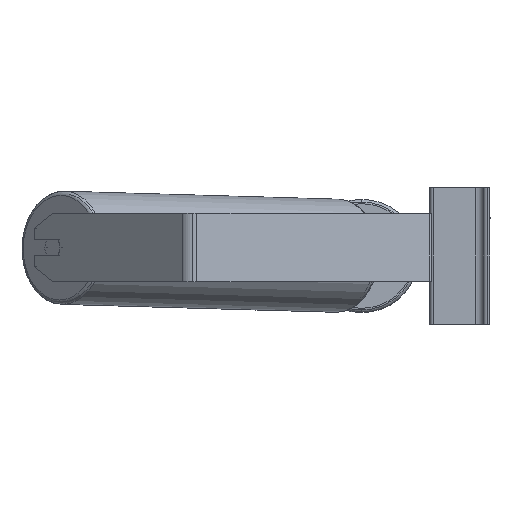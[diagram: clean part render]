
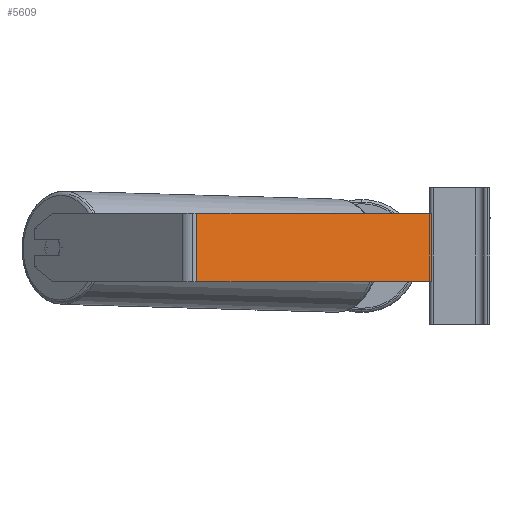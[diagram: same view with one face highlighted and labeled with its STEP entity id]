
A CAD part, left-side view. The second image highlights one B-rep face of the part: STEP entity #5609.
In plain terms, the highlighted planar face has unit normal (-0.94, -0.342, 0).
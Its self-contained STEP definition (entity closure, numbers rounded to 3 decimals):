
#670 = ORIENTED_EDGE ( 'NONE', *, *, #1709, .F. ) ;
#991 = VECTOR ( 'NONE', #4854, 1000. ) ;
#1116 = ORIENTED_EDGE ( 'NONE', *, *, #6873, .T. ) ;
#1360 = DIRECTION ( 'NONE',  ( 0.94, 0.342, 0. ) ) ;
#1393 = EDGE_CURVE ( 'NONE', #3824, #6423, #8994, .T. ) ;
#1662 = LINE ( 'NONE', #9554, #4938 ) ;
#1709 = EDGE_CURVE ( 'NONE', #3576, #10181, #1662, .T. ) ;
#2133 = CARTESIAN_POINT ( 'NONE',  ( -787.918, 291.796, 50. ) ) ;
#2138 = DIRECTION ( 'NONE',  ( 0.342, -0.94, 0. ) ) ;
#2151 = FACE_OUTER_BOUND ( 'NONE', #8338, .T. ) ;
#2281 = CARTESIAN_POINT ( 'NONE',  ( -787.918, 291.796, -30. ) ) ;
#2336 = ORIENTED_EDGE ( 'NONE', *, *, #4147, .F. ) ;
#2348 = ORIENTED_EDGE ( 'NONE', *, *, #1393, .T. ) ;
#2585 = VECTOR ( 'NONE', #2138, 1000. ) ;
#2894 = CARTESIAN_POINT ( 'NONE',  ( -687.518, 15.948, 50. ) ) ;
#2956 = CARTESIAN_POINT ( 'NONE',  ( -687.518, 15.948, -30. ) ) ;
#3020 = CARTESIAN_POINT ( 'NONE',  ( -791.404, 301.374, 50. ) ) ;
#3119 = DIRECTION ( 'NONE',  ( -0.342, 0.94, 0. ) ) ;
#3576 = VERTEX_POINT ( 'NONE', #2894 ) ;
#3824 = VERTEX_POINT ( 'NONE', #7785 ) ;
#3864 = VECTOR ( 'NONE', #8766, 1000. ) ;
#3944 = LINE ( 'NONE', #4727, #2585 ) ;
#4147 = EDGE_CURVE ( 'NONE', #3824, #3576, #3944, .T. ) ;
#4727 = CARTESIAN_POINT ( 'NONE',  ( -791.404, 301.374, 50. ) ) ;
#4850 = PLANE ( 'NONE',  #10109 ) ;
#4854 = DIRECTION ( 'NONE',  ( 0.342, -0.94, 0. ) ) ;
#4938 = VECTOR ( 'NONE', #9451, 1000. ) ;
#5609 = ADVANCED_FACE ( 'NONE', ( #2151 ), #4850, .F. ) ;
#6423 = VERTEX_POINT ( 'NONE', #2281 ) ;
#6873 = EDGE_CURVE ( 'NONE', #6423, #10181, #8129, .T. ) ;
#7785 = CARTESIAN_POINT ( 'NONE',  ( -787.918, 291.796, 50. ) ) ;
#8129 = LINE ( 'NONE', #10850, #991 ) ;
#8338 = EDGE_LOOP ( 'NONE', ( #1116, #670, #2336, #2348 ) ) ;
#8766 = DIRECTION ( 'NONE',  ( 0., 0., -1. ) ) ;
#8994 = LINE ( 'NONE', #2133, #3864 ) ;
#9451 = DIRECTION ( 'NONE',  ( 0., 0., -1. ) ) ;
#9554 = CARTESIAN_POINT ( 'NONE',  ( -687.518, 15.948, 50. ) ) ;
#10109 = AXIS2_PLACEMENT_3D ( 'NONE', #3020, #1360, #3119 ) ;
#10181 = VERTEX_POINT ( 'NONE', #2956 ) ;
#10850 = CARTESIAN_POINT ( 'NONE',  ( -791.404, 301.374, -30. ) ) ;
